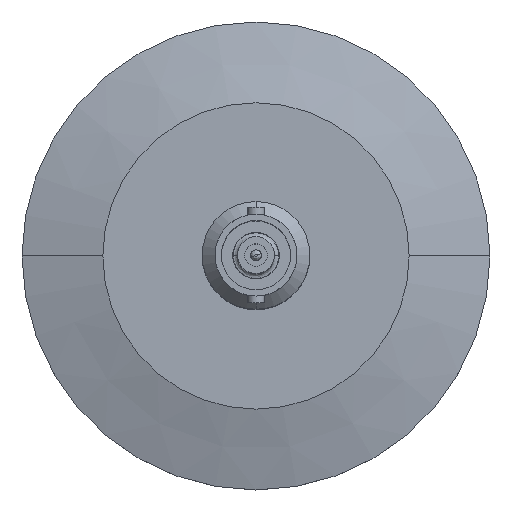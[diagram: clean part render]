
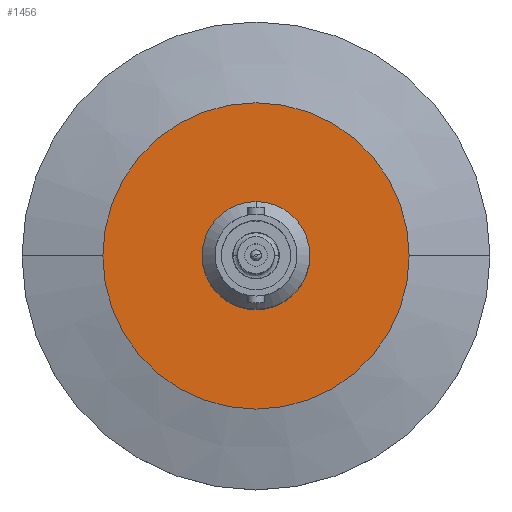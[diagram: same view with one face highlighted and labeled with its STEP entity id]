
A CAD part, top view. The second image highlights one B-rep face of the part: STEP entity #1456.
In plain terms, the highlighted planar face has unit normal (0, 0, 1).
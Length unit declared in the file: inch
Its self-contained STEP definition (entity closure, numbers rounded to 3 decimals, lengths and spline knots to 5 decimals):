
#291 = CIRCLE ( 'NONE', #2060, 0.707 ) ;
#414 = CARTESIAN_POINT ( 'NONE',  ( 0., 0., 0.2 ) ) ;
#415 = DIRECTION ( 'NONE',  ( 0., 0., 1. ) ) ;
#416 = DIRECTION ( 'NONE',  ( 1., 0., 0. ) ) ;
#417 = CARTESIAN_POINT ( 'NONE',  ( 0., 0., 0.2 ) ) ;
#418 = DIRECTION ( 'NONE',  ( 0., 0., 1. ) ) ;
#419 = DIRECTION ( 'NONE',  ( 1., 0., 0. ) ) ;
#897 = EDGE_LOOP ( 'NONE', ( #1662, #1663 ) ) ;
#961 = AXIS2_PLACEMENT_3D ( 'NONE', #2382, #2393, #2394 ) ;
#1124 = EDGE_CURVE ( 'NONE', #1248, #1249, #291, .T. ) ;
#1150 = CIRCLE ( 'NONE', #1813, 0.2485 ) ;
#1181 = CIRCLE ( 'NONE', #1826, 0.707 ) ;
#1183 = CIRCLE ( 'NONE', #1825, 0.2485 ) ;
#1202 = ORIENTED_EDGE ( 'NONE', *, *, #3020, .F. ) ;
#1205 = ORIENTED_EDGE ( 'NONE', *, *, #2850, .F. ) ;
#1248 = VERTEX_POINT ( 'NONE', #2338 ) ;
#1249 = VERTEX_POINT ( 'NONE', #2339 ) ;
#1456 = ADVANCED_FACE ( 'NONE', ( #2123, #2126 ), #2391, .T. ) ;
#1457 = CARTESIAN_POINT ( 'NONE',  ( 0., -0.2485, 0.2 ) ) ;
#1460 = CARTESIAN_POINT ( 'NONE',  ( 0., 0.2485, 0.2 ) ) ;
#1559 = CARTESIAN_POINT ( 'NONE',  ( 0., 0., 0.2 ) ) ;
#1560 = DIRECTION ( 'NONE',  ( 0., 0., 1. ) ) ;
#1561 = DIRECTION ( 'NONE',  ( 1., 0., 0. ) ) ;
#1662 = ORIENTED_EDGE ( 'NONE', *, *, #3021, .T. ) ;
#1663 = ORIENTED_EDGE ( 'NONE', *, *, #1124, .T. ) ;
#1695 = VERTEX_POINT ( 'NONE', #1457 ) ;
#1696 = VERTEX_POINT ( 'NONE', #1460 ) ;
#1720 = EDGE_LOOP ( 'NONE', ( #1202, #1205 ) ) ;
#1813 = AXIS2_PLACEMENT_3D ( 'NONE', #1559, #1560, #1561 ) ;
#1825 = AXIS2_PLACEMENT_3D ( 'NONE', #414, #415, #416 ) ;
#1826 = AXIS2_PLACEMENT_3D ( 'NONE', #417, #418, #419 ) ;
#2060 = AXIS2_PLACEMENT_3D ( 'NONE', #2991, #2992, #2993 ) ;
#2123 = FACE_BOUND ( 'NONE', #1720, .T. ) ;
#2126 = FACE_OUTER_BOUND ( 'NONE', #897, .T. ) ;
#2338 = CARTESIAN_POINT ( 'NONE',  ( 0.707, 0., 0.2 ) ) ;
#2339 = CARTESIAN_POINT ( 'NONE',  ( -0.707, 0., 0.2 ) ) ;
#2382 = CARTESIAN_POINT ( 'NONE',  ( 0., 0., 0.2 ) ) ;
#2391 = PLANE ( 'NONE',  #961 ) ;
#2393 = DIRECTION ( 'NONE',  ( 0., 0., 1. ) ) ;
#2394 = DIRECTION ( 'NONE',  ( 1., 0., 0. ) ) ;
#2850 = EDGE_CURVE ( 'NONE', #1695, #1696, #1150, .T. ) ;
#2991 = CARTESIAN_POINT ( 'NONE',  ( 0., 0., 0.2 ) ) ;
#2992 = DIRECTION ( 'NONE',  ( 0., 0., 1. ) ) ;
#2993 = DIRECTION ( 'NONE',  ( 1., 0., 0. ) ) ;
#3020 = EDGE_CURVE ( 'NONE', #1696, #1695, #1183, .T. ) ;
#3021 = EDGE_CURVE ( 'NONE', #1249, #1248, #1181, .T. ) ;
